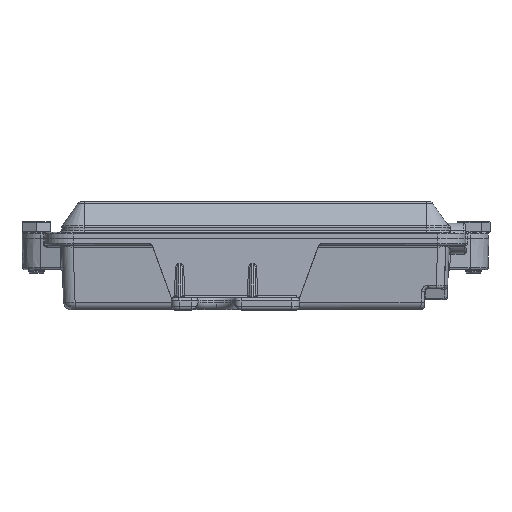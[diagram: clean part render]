
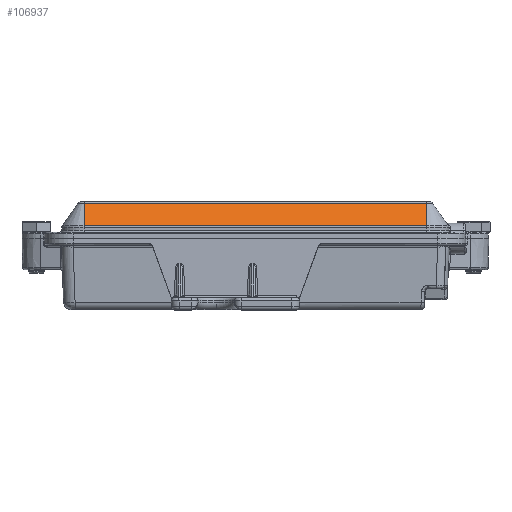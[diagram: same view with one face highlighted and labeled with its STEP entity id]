
A CAD part, top view. The second image highlights one B-rep face of the part: STEP entity #106937.
In plain terms, the highlighted face is planar.
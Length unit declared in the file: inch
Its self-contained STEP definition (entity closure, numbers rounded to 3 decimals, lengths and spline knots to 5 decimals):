
#1136 = DIRECTION ( 'NONE',  ( 0., 0.574, -0.819 ) ) ;
#1170 = DIRECTION ( 'NONE',  ( 0., -0.819, -0.574 ) ) ;
#5259 = AXIS2_PLACEMENT_3D ( 'NONE', #33599, #1136, #76887 ) ;
#8230 = EDGE_CURVE ( 'NONE', #116438, #124275, #49542, .T. ) ;
#14070 = VECTOR ( 'NONE', #85806, 39.37008 ) ;
#17013 = VECTOR ( 'NONE', #1170, 39.37008 ) ;
#27166 = CARTESIAN_POINT ( 'NONE',  ( 3.37126, 0.01433, -1.44981 ) ) ;
#30164 = EDGE_CURVE ( 'NONE', #116438, #110985, #45628, .T. ) ;
#32552 = CARTESIAN_POINT ( 'NONE',  ( -1.87126, 0.35723, -1.20971 ) ) ;
#33599 = CARTESIAN_POINT ( 'NONE',  ( -1.87126, 0., -1.45984 ) ) ;
#34765 = CARTESIAN_POINT ( 'NONE',  ( -1.87126, 0.01433, -1.44981 ) ) ;
#38116 = ORIENTED_EDGE ( 'NONE', *, *, #57250, .T. ) ;
#38217 = VECTOR ( 'NONE', #96363, 39.37008 ) ;
#43507 = PLANE ( 'NONE',  #5259 ) ;
#45628 = LINE ( 'NONE', #98597, #17013 ) ;
#49542 = LINE ( 'NONE', #32552, #14070 ) ;
#53078 = CARTESIAN_POINT ( 'NONE',  ( -1.87126, 0.01433, -1.44981 ) ) ;
#57250 = EDGE_CURVE ( 'NONE', #67929, #110985, #127543, .T. ) ;
#65690 = VECTOR ( 'NONE', #85113, 39.37008 ) ;
#67579 = EDGE_CURVE ( 'NONE', #124275, #67929, #102727, .T. ) ;
#67929 = VERTEX_POINT ( 'NONE', #27166 ) ;
#68298 = FACE_OUTER_BOUND ( 'NONE', #116517, .T. ) ;
#76887 = DIRECTION ( 'NONE',  ( 0., 0.819, 0.574 ) ) ;
#85113 = DIRECTION ( 'NONE',  ( 0., -0.819, -0.574 ) ) ;
#85806 = DIRECTION ( 'NONE',  ( 1., 0., 0. ) ) ;
#96363 = DIRECTION ( 'NONE',  ( -1., 0., 0. ) ) ;
#98262 = CARTESIAN_POINT ( 'NONE',  ( -1.87126, 0.35723, -1.20971 ) ) ;
#98597 = CARTESIAN_POINT ( 'NONE',  ( -1.87126, 0., -1.45984 ) ) ;
#102727 = LINE ( 'NONE', #128466, #65690 ) ;
#106105 = CARTESIAN_POINT ( 'NONE',  ( 3.37126, 0.35723, -1.20971 ) ) ;
#106937 = ADVANCED_FACE ( 'NONE', ( #68298 ), #43507, .T. ) ;
#107589 = ORIENTED_EDGE ( 'NONE', *, *, #30164, .F. ) ;
#110985 = VERTEX_POINT ( 'NONE', #34765 ) ;
#116438 = VERTEX_POINT ( 'NONE', #98262 ) ;
#116517 = EDGE_LOOP ( 'NONE', ( #107589, #128161, #129071, #38116 ) ) ;
#124275 = VERTEX_POINT ( 'NONE', #106105 ) ;
#127543 = LINE ( 'NONE', #53078, #38217 ) ;
#128161 = ORIENTED_EDGE ( 'NONE', *, *, #8230, .T. ) ;
#128466 = CARTESIAN_POINT ( 'NONE',  ( 3.37126, 0., -1.45984 ) ) ;
#129071 = ORIENTED_EDGE ( 'NONE', *, *, #67579, .T. ) ;
